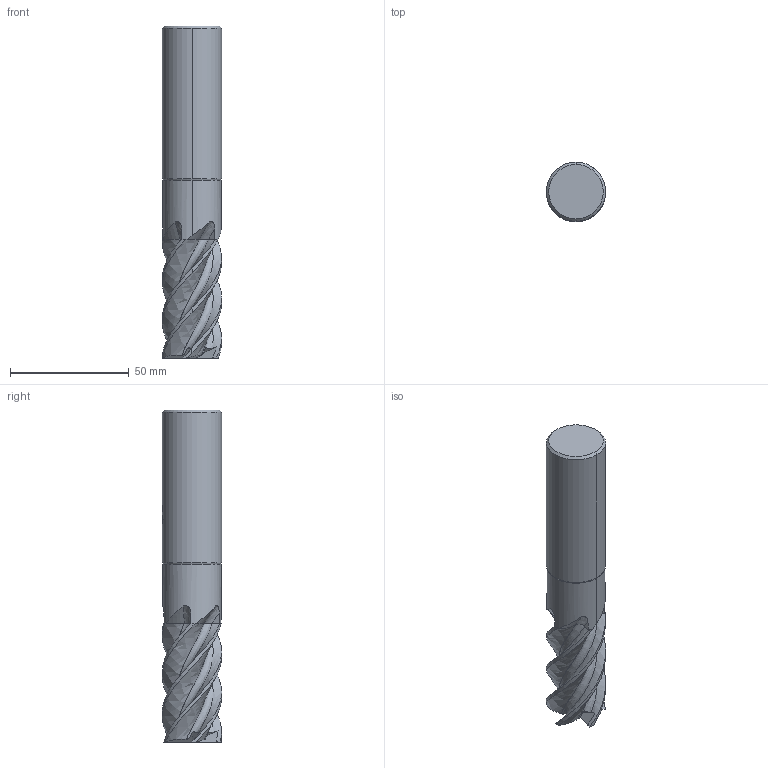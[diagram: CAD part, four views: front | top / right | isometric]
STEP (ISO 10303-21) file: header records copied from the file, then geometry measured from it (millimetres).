
FILE_DESCRIPTION(('no description'),'unknown implementation level');
FILE_NAME('solidEuigJSV5q2P1x82WVDum488yJPQ_1.STP',' ',('CIM GmbH Aachen'),('CADClick - KiM GmbH - www.kimweb.de'),'unknown preprocess','ACIS','unknown authorization');
FILE_SCHEMA(('automotive_design'));
Length unit declared in the file: millimetre
Products named in the file (2): 1; 2
Bounding box: 25 x 25 x 140 mm (x, y, z)
Volume: 56505 mm3; surface area: 13695.3 mm2
Topology: 2 solids, 2 shells, 97 faces, 263 edges, 170 vertices
Faces by surface type: plane 36, bspline 20, cone 15, revolution 15, cylinder 11
Entity records: 16018 total; most frequent: CARTESIAN_POINT 10852, STYLED_ITEM 532, PRESENTATION_STYLE_ASSIGNMENT 532, COLOUR_RGB 532, ORIENTED_EDGE 526, DIRECTION 338, EDGE_CURVE 263, CURVE_STYLE 263
